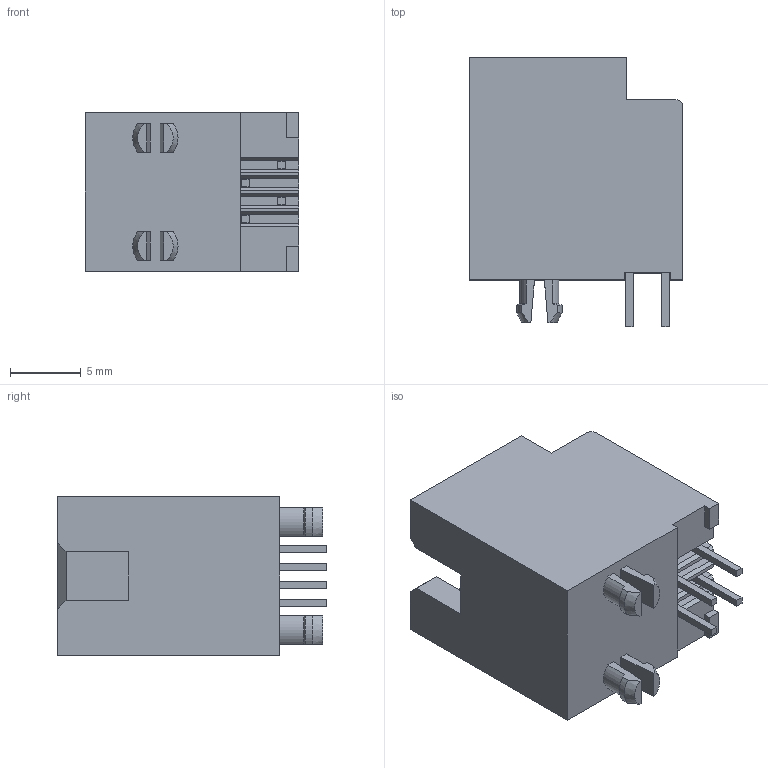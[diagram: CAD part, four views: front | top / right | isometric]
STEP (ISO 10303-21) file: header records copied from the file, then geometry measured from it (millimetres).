
FILE_DESCRIPTION((''),'2;1');
FILE_NAME('955032441','2019-03-11T',('gga'),(''),'PRO/ENGINEER BY PARAMETRIC TECHNOLOGY CORPORATION, 2016010','PRO/ENGINEER BY PARAMETRIC TECHNOLOGY CORPORATION, 2016010','');
FILE_SCHEMA(('CONFIG_CONTROL_DESIGN'));
Length unit declared in the file: millimetre
Products named in the file (1): 955032441
Bounding box: 15.08 x 19 x 11.18 mm (x, y, z)
Volume: 1711.9 mm3; surface area: 1769 mm2
Topology: 1 solids, 1 shells, 155 faces, 436 edges, 293 vertices
Faces by surface type: plane 138, cylinder 9, cone 8
Entity records: 4973 total; most frequent: CARTESIAN_POINT 933, ORIENTED_EDGE 844, DIRECTION 766, EDGE_CURVE 422, VECTOR 386, LINE 386, VERTEX_POINT 277, AXIS2_PLACEMENT_3D 190
